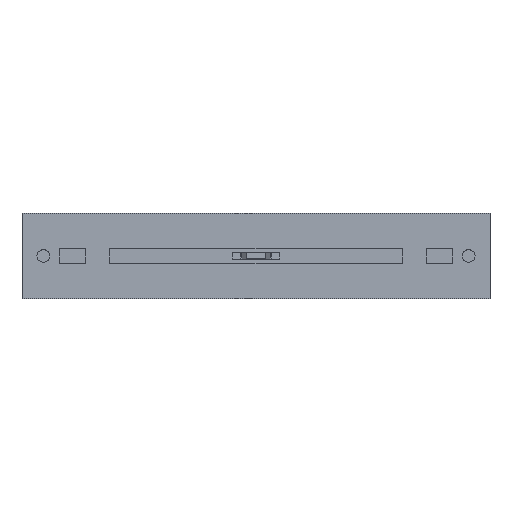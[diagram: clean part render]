
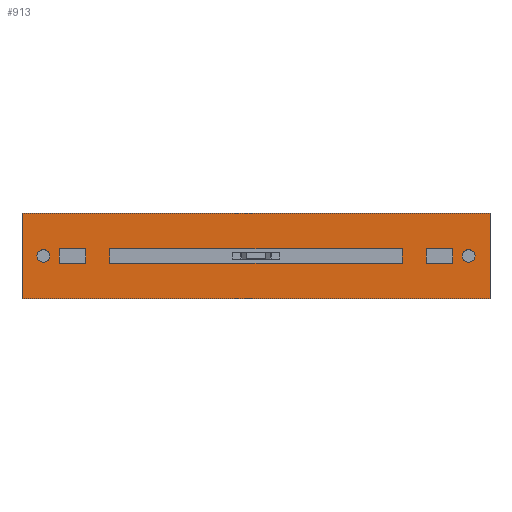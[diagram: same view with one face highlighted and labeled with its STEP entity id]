
A CAD part, top view. The second image highlights one B-rep face of the part: STEP entity #913.
In plain terms, the highlighted planar face has unit normal (0, 0, 1).
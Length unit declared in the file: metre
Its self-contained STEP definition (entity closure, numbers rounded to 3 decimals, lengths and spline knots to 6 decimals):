
#12=CIRCLE('',#1002,0.001194);
#13=CIRCLE('',#1003,0.001194);
#142=ORIENTED_EDGE('',*,*,#330,.F.);
#143=ORIENTED_EDGE('',*,*,#331,.F.);
#144=ORIENTED_EDGE('',*,*,#332,.F.);
#145=ORIENTED_EDGE('',*,*,#333,.T.);
#146=ORIENTED_EDGE('',*,*,#334,.T.);
#147=ORIENTED_EDGE('',*,*,#335,.F.);
#148=ORIENTED_EDGE('',*,*,#336,.T.);
#149=ORIENTED_EDGE('',*,*,#337,.T.);
#150=ORIENTED_EDGE('',*,*,#338,.F.);
#151=ORIENTED_EDGE('',*,*,#339,.F.);
#152=ORIENTED_EDGE('',*,*,#340,.F.);
#153=ORIENTED_EDGE('',*,*,#341,.T.);
#154=ORIENTED_EDGE('',*,*,#342,.T.);
#155=ORIENTED_EDGE('',*,*,#343,.F.);
#156=ORIENTED_EDGE('',*,*,#344,.F.);
#157=ORIENTED_EDGE('',*,*,#345,.T.);
#158=ORIENTED_EDGE('',*,*,#346,.T.);
#159=ORIENTED_EDGE('',*,*,#347,.F.);
#330=EDGE_CURVE('',#434,#434,#12,.T.);
#331=EDGE_CURVE('',#435,#435,#13,.T.);
#332=EDGE_CURVE('',#436,#437,#538,.T.);
#333=EDGE_CURVE('',#436,#438,#539,.T.);
#334=EDGE_CURVE('',#438,#439,#540,.T.);
#335=EDGE_CURVE('',#437,#439,#541,.T.);
#336=EDGE_CURVE('',#440,#441,#542,.T.);
#337=EDGE_CURVE('',#441,#442,#543,.T.);
#338=EDGE_CURVE('',#443,#442,#544,.T.);
#339=EDGE_CURVE('',#440,#443,#545,.T.);
#340=EDGE_CURVE('',#444,#445,#546,.T.);
#341=EDGE_CURVE('',#444,#446,#547,.T.);
#342=EDGE_CURVE('',#446,#447,#548,.T.);
#343=EDGE_CURVE('',#445,#447,#549,.T.);
#344=EDGE_CURVE('',#448,#449,#550,.T.);
#345=EDGE_CURVE('',#448,#450,#551,.T.);
#346=EDGE_CURVE('',#450,#451,#552,.T.);
#347=EDGE_CURVE('',#449,#451,#553,.T.);
#434=VERTEX_POINT('',#1391);
#435=VERTEX_POINT('',#1393);
#436=VERTEX_POINT('',#1395);
#437=VERTEX_POINT('',#1396);
#438=VERTEX_POINT('',#1398);
#439=VERTEX_POINT('',#1400);
#440=VERTEX_POINT('',#1403);
#441=VERTEX_POINT('',#1404);
#442=VERTEX_POINT('',#1406);
#443=VERTEX_POINT('',#1408);
#444=VERTEX_POINT('',#1411);
#445=VERTEX_POINT('',#1412);
#446=VERTEX_POINT('',#1414);
#447=VERTEX_POINT('',#1416);
#448=VERTEX_POINT('',#1419);
#449=VERTEX_POINT('',#1420);
#450=VERTEX_POINT('',#1422);
#451=VERTEX_POINT('',#1424);
#538=LINE('',#1394,#658);
#539=LINE('',#1397,#659);
#540=LINE('',#1399,#660);
#541=LINE('',#1401,#661);
#542=LINE('',#1402,#662);
#543=LINE('',#1405,#663);
#544=LINE('',#1407,#664);
#545=LINE('',#1409,#665);
#546=LINE('',#1410,#666);
#547=LINE('',#1413,#667);
#548=LINE('',#1415,#668);
#549=LINE('',#1417,#669);
#550=LINE('',#1418,#670);
#551=LINE('',#1421,#671);
#552=LINE('',#1423,#672);
#553=LINE('',#1425,#673);
#658=VECTOR('',#1150,1.);
#659=VECTOR('',#1151,1.);
#660=VECTOR('',#1152,1.);
#661=VECTOR('',#1153,1.);
#662=VECTOR('',#1154,1.);
#663=VECTOR('',#1155,1.);
#664=VECTOR('',#1156,1.);
#665=VECTOR('',#1157,1.);
#666=VECTOR('',#1158,1.);
#667=VECTOR('',#1159,1.);
#668=VECTOR('',#1160,1.);
#669=VECTOR('',#1161,1.);
#670=VECTOR('',#1162,1.);
#671=VECTOR('',#1163,1.);
#672=VECTOR('',#1164,1.);
#673=VECTOR('',#1165,1.);
#742=EDGE_LOOP('',(#142));
#743=EDGE_LOOP('',(#143));
#744=EDGE_LOOP('',(#144,#145,#146,#147));
#745=EDGE_LOOP('',(#148,#149,#150,#151));
#746=EDGE_LOOP('',(#152,#153,#154,#155));
#747=EDGE_LOOP('',(#156,#157,#158,#159));
#804=FACE_BOUND('',#742,.T.);
#805=FACE_BOUND('',#743,.T.);
#806=FACE_BOUND('',#744,.T.);
#807=FACE_BOUND('',#745,.T.);
#808=FACE_BOUND('',#746,.T.);
#809=FACE_BOUND('',#747,.T.);
#866=PLANE('',#1001);
#913=ADVANCED_FACE('',(#804,#805,#806,#807,#808,#809),#866,.T.);
#1001=AXIS2_PLACEMENT_3D('',#1389,#1144,#1145);
#1002=AXIS2_PLACEMENT_3D('',#1390,#1146,#1147);
#1003=AXIS2_PLACEMENT_3D('',#1392,#1148,#1149);
#1144=DIRECTION('',(0.,0.,1.));
#1145=DIRECTION('',(1.,0.,0.));
#1146=DIRECTION('',(0.,0.,1.));
#1147=DIRECTION('',(1.,0.,0.));
#1148=DIRECTION('',(0.,0.,1.));
#1149=DIRECTION('',(1.,0.,0.));
#1150=DIRECTION('',(-1.,0.,0.));
#1151=DIRECTION('',(0.,1.,0.));
#1152=DIRECTION('',(-1.,0.,0.));
#1153=DIRECTION('',(0.,1.,0.));
#1154=DIRECTION('',(0.,1.,0.));
#1155=DIRECTION('',(1.,0.,0.));
#1156=DIRECTION('',(0.,1.,0.));
#1157=DIRECTION('',(1.,0.,0.));
#1158=DIRECTION('',(0.,1.,0.));
#1159=DIRECTION('',(-1.,0.,0.));
#1160=DIRECTION('',(0.,1.,0.));
#1161=DIRECTION('',(-1.,0.,0.));
#1162=DIRECTION('',(0.,1.,0.));
#1163=DIRECTION('',(-1.,0.,0.));
#1164=DIRECTION('',(0.,1.,0.));
#1165=DIRECTION('',(-1.,0.,0.));
#1389=CARTESIAN_POINT('',(0.,0.,0.008));
#1390=CARTESIAN_POINT('',(-0.04,0.,0.008));
#1391=CARTESIAN_POINT('',(-0.038806,0.,0.008));
#1392=CARTESIAN_POINT('',(0.04,0.,0.008));
#1393=CARTESIAN_POINT('',(0.041194,0.,0.008));
#1394=CARTESIAN_POINT('',(0.,-0.008,0.008));
#1395=CARTESIAN_POINT('',(0.044,-0.008,0.008));
#1396=CARTESIAN_POINT('',(-0.044,-0.008,0.008));
#1397=CARTESIAN_POINT('',(0.044,0.,0.008));
#1398=CARTESIAN_POINT('',(0.044,0.008,0.008));
#1399=CARTESIAN_POINT('',(0.,0.008,0.008));
#1400=CARTESIAN_POINT('',(-0.044,0.008,0.008));
#1401=CARTESIAN_POINT('',(-0.044,0.,0.008));
#1402=CARTESIAN_POINT('',(0.032,0.,0.008));
#1403=CARTESIAN_POINT('',(0.032,-0.0014,0.008));
#1404=CARTESIAN_POINT('',(0.032,0.0014,0.008));
#1405=CARTESIAN_POINT('',(0.0345,0.0014,0.008));
#1406=CARTESIAN_POINT('',(0.037,0.0014,0.008));
#1407=CARTESIAN_POINT('',(0.037,0.,0.008));
#1408=CARTESIAN_POINT('',(0.037,-0.0014,0.008));
#1409=CARTESIAN_POINT('',(0.0345,-0.0014,0.008));
#1410=CARTESIAN_POINT('',(0.0275,0.,0.008));
#1411=CARTESIAN_POINT('',(0.0275,-0.0014,0.008));
#1412=CARTESIAN_POINT('',(0.0275,0.0014,0.008));
#1413=CARTESIAN_POINT('',(0.,-0.0014,0.008));
#1414=CARTESIAN_POINT('',(-0.0275,-0.0014,0.008));
#1415=CARTESIAN_POINT('',(-0.0275,0.,0.008));
#1416=CARTESIAN_POINT('',(-0.0275,0.0014,0.008));
#1417=CARTESIAN_POINT('',(0.,0.0014,0.008));
#1418=CARTESIAN_POINT('',(-0.032,0.,0.008));
#1419=CARTESIAN_POINT('',(-0.032,-0.0014,0.008));
#1420=CARTESIAN_POINT('',(-0.032,0.0014,0.008));
#1421=CARTESIAN_POINT('',(-0.0345,-0.0014,0.008));
#1422=CARTESIAN_POINT('',(-0.037,-0.0014,0.008));
#1423=CARTESIAN_POINT('',(-0.037,0.,0.008));
#1424=CARTESIAN_POINT('',(-0.037,0.0014,0.008));
#1425=CARTESIAN_POINT('',(-0.0345,0.0014,0.008));
